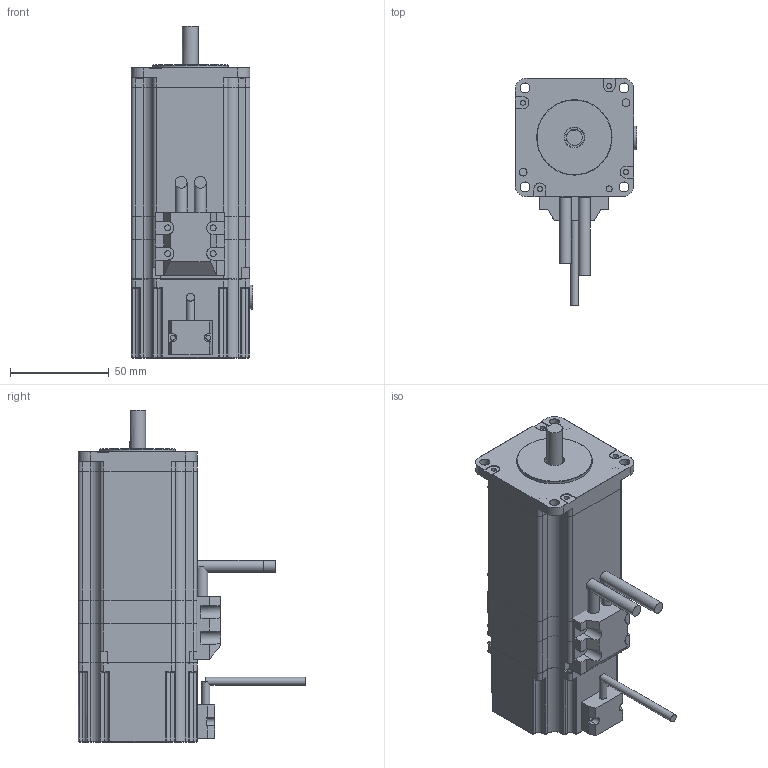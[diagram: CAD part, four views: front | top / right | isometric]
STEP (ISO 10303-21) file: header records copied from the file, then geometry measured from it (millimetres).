
FILE_DESCRIPTION(/* description */ (''),/* implementation_level */ '2;1');
FILE_NAME(/* name */ 'MP3-60TZ088.step',/* time_stamp */ '2021-07-28T12:54:58+08:00',/* author */ (''),/* organization */ (''),/* preprocessor_version */ 'ST-DEVELOPER v16',/* originating_system */ 'SIEMENS PLM Software NX 10.0',/* authorisation */ '');
FILE_SCHEMA (('AUTOMOTIVE_DESIGN { 1 0 10303 214 3 1 1 1 }'));
Length unit declared in the file: millimetre
Products named in the file (1): MP3-60TZ088
Bounding box: 61.5 x 114.93 x 167.7 mm (x, y, z)
Volume: 477148.3 mm3; surface area: 85208.4 mm2
Topology: 16 solids, 16 shells, 482 faces, 1219 edges, 759 vertices
Faces by surface type: cylinder 219, plane 217, torus 28, sphere 16, cone 2
Full cylindrical faces by diameter (mm): 2.5 x22, 3 x5, 4 x4, 5 x8, 6 x4, 8 x1, 10 x3, 12 x1, 38.1 x1
Entity records: 14306 total; most frequent: DIRECTION 2541, CARTESIAN_POINT 2512, ORIENTED_EDGE 2278, EDGE_CURVE 1139, AXIS2_PLACEMENT_3D 927, VERTEX_POINT 746, LINE 687, VECTOR 687
